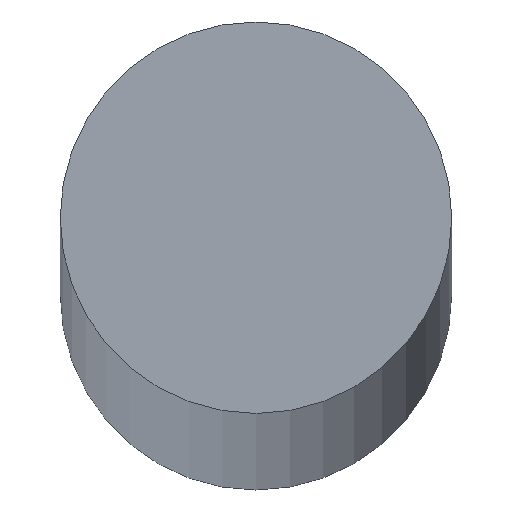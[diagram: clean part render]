
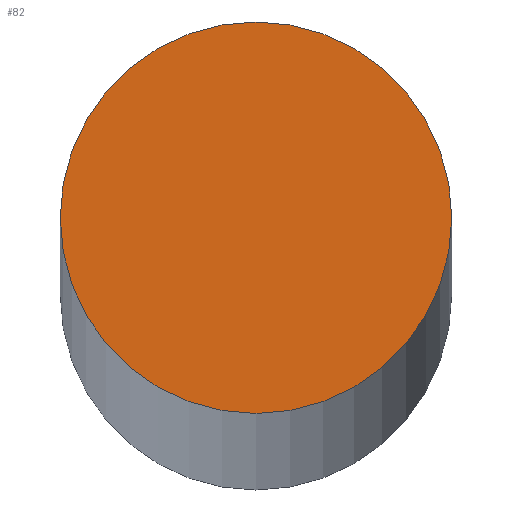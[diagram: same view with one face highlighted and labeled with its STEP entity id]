
A CAD part, top view. The second image highlights one B-rep face of the part: STEP entity #82.
In plain terms, the highlighted planar face has unit normal (0, 0, 1).
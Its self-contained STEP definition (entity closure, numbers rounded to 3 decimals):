
#3 = CARTESIAN_POINT ( 'NONE',  ( -1.25, 0., 280. ) ) ;
#5 = CIRCLE ( 'NONE', #68, 1.25 ) ;
#14 = CARTESIAN_POINT ( 'NONE',  ( 0., 0., 280. ) ) ;
#26 = EDGE_CURVE ( 'NONE', #86, #113, #41, .T. ) ;
#29 = CARTESIAN_POINT ( 'NONE',  ( 0., 0., 280. ) ) ;
#31 = CARTESIAN_POINT ( 'NONE',  ( 0., 0., 280. ) ) ;
#41 = CIRCLE ( 'NONE', #57, 1.25 ) ;
#44 = FACE_OUTER_BOUND ( 'NONE', #98, .T. ) ;
#45 = EDGE_CURVE ( 'NONE', #113, #86, #5, .T. ) ;
#49 = ORIENTED_EDGE ( 'NONE', *, *, #45, .T. ) ;
#51 = DIRECTION ( 'NONE',  ( 0., 0., 1. ) ) ;
#57 = AXIS2_PLACEMENT_3D ( 'NONE', #29, #108, #120 ) ;
#58 = ORIENTED_EDGE ( 'NONE', *, *, #26, .T. ) ;
#68 = AXIS2_PLACEMENT_3D ( 'NONE', #31, #137, #136 ) ;
#80 = PLANE ( 'NONE',  #91 ) ;
#81 = CARTESIAN_POINT ( 'NONE',  ( 1.25, 0., 280. ) ) ;
#82 = ADVANCED_FACE ( 'NONE', ( #44 ), #80, .T. ) ;
#86 = VERTEX_POINT ( 'NONE', #81 ) ;
#91 = AXIS2_PLACEMENT_3D ( 'NONE', #14, #51, #123 ) ;
#98 = EDGE_LOOP ( 'NONE', ( #49, #58 ) ) ;
#108 = DIRECTION ( 'NONE',  ( 0., 0., 1. ) ) ;
#113 = VERTEX_POINT ( 'NONE', #3 ) ;
#120 = DIRECTION ( 'NONE',  ( 1., 0., 0. ) ) ;
#123 = DIRECTION ( 'NONE',  ( 1., 0., 0. ) ) ;
#136 = DIRECTION ( 'NONE',  ( 1., 0., 0. ) ) ;
#137 = DIRECTION ( 'NONE',  ( 0., 0., 1. ) ) ;
